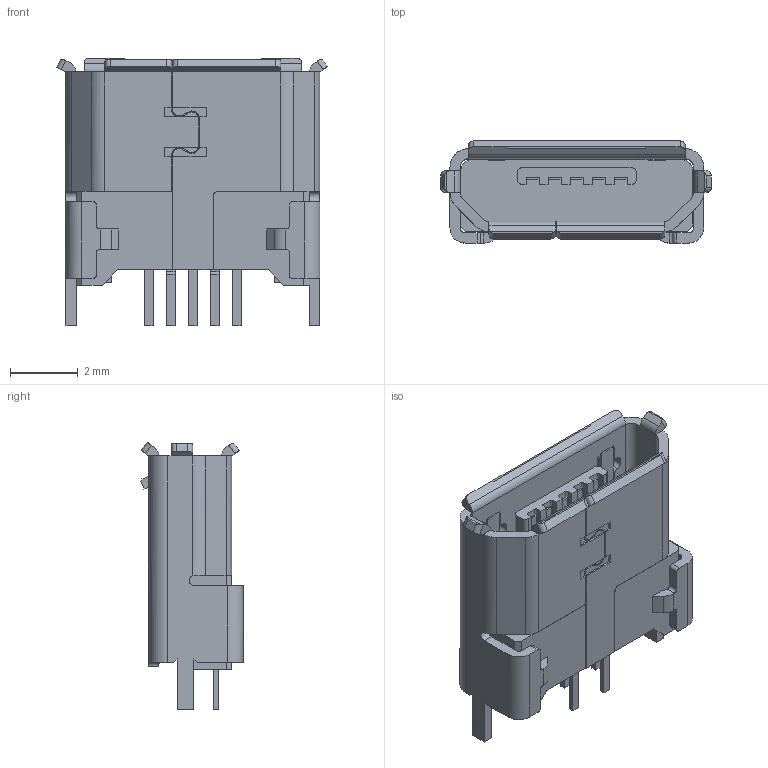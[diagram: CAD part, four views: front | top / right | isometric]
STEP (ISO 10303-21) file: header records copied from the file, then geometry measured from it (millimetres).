
FILE_DESCRIPTION(('FreeCAD Model'),'2;1');
FILE_NAME('Open CASCADE Shape Model','2022-09-19T11:06:14',( 'kicad StepUp'),('ksu MCAD'),'Open CASCADE STEP processor 7.6', 'FreeCAD','Unknown');
FILE_SCHEMA(('AUTOMOTIVE_DESIGN { 1 0 10303 214 1 1 1 1 }'));
Length unit declared in the file: millimetre
Products named in the file (1): USB_MICRO-B_VERTICAL
Bounding box: 8 x 3.02 x 7.91 mm (x, y, z)
Volume: 66.9 mm3; surface area: 321.7 mm2
Topology: 1 solids, 1 shells, 397 faces, 1146 edges, 741 vertices
Faces by surface type: plane 277, cylinder 118, cone 2
Entity records: 14025 total; most frequent: CARTESIAN_POINT 3090, ORIENTED_EDGE 2292, DIRECTION 1891, EDGE_CURVE 1146, LINE 833, VECTOR 833, VERTEX_POINT 741, AXIS2_PLACEMENT_3D 529
